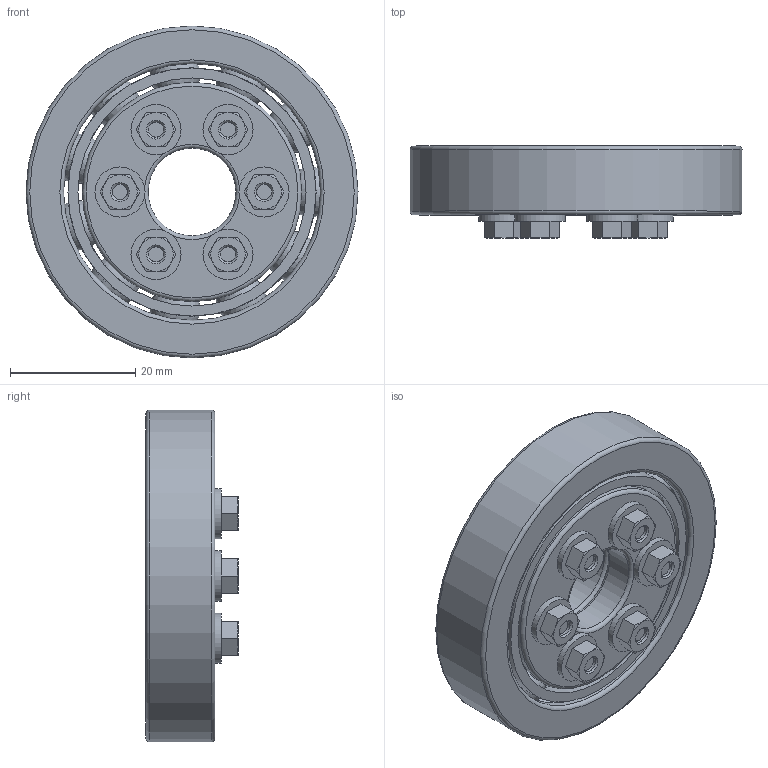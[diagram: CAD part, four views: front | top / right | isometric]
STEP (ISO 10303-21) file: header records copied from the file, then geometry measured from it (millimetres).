
FILE_DESCRIPTION(/* description */ (''),/* implementation_level */ '2;1');
FILE_NAME(/* name */ 'BALL_BULLET_BEARING.step',/* time_stamp */ '2020-05-29T18:46:00+09:00',/* author */ (''),/* organization */ (''),/* preprocessor_version */ 'ST-DEVELOPER v18.1',/* originating_system */ 'Autodesk Translation Framework v9.3.0.1241',/* authorisation */ '');
FILE_SCHEMA (('AUTOMOTIVE_DESIGN { 1 0 10303 214 3 1 1 }'));
Length unit declared in the file: millimetre
Products named in the file (8): BALL_BULLET_BEARING; OUTER; INNER_A; INNER_B; BALL; RETAINER; M3x12; FRANGE_NUT_M3
Assembly tree (27 placements, depth 2):
  BALL_BULLET_BEARING
    OUTER
    INNER_A
    INNER_B
    BALL  x11
    RETAINER
    M3x12  x6
    FRANGE_NUT_M3  x6
Bounding box: 53 x 14.7 x 53 mm (x, y, z)
Volume: 19336 mm3; surface area: 17028.6 mm2
Topology: 27 solids, 27 shells, 323 faces, 820 edges, 536 vertices
Faces by surface type: plane 182, cone 54, cylinder 45, sphere 22, torus 14, bspline 6
Full cylindrical faces by diameter (mm): 2.459 x6, 3 x6, 3.5 x12, 7 x6, 8 x6, 14 x2, 35 x2, 36.4 x1, 39.6 x1, 41 x2, 53 x1
Entity records: 4819 total; most frequent: CARTESIAN_POINT 1649, DIRECTION 641, ORIENTED_EDGE 552, AXIS2_PLACEMENT_3D 282, EDGE_CURVE 276, VERTEX_POINT 201, EDGE_LOOP 183, CIRCLE 140
